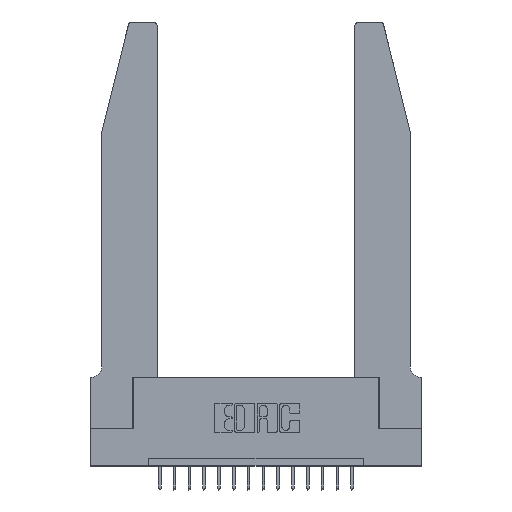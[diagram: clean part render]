
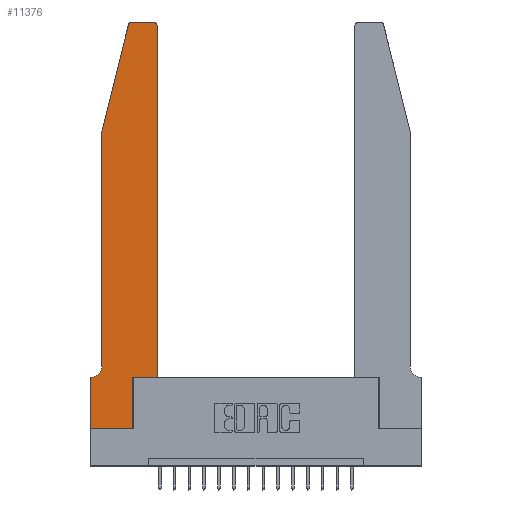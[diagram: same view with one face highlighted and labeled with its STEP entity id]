
A CAD part, top view. The second image highlights one B-rep face of the part: STEP entity #11376.
In plain terms, the highlighted planar face has unit normal (0, 0, 1).
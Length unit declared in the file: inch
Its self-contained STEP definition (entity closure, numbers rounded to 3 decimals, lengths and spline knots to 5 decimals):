
#16 = ORIENTED_EDGE ( 'NONE', *, *, #8860, .T. ) ;
#826 = VECTOR ( 'NONE', #15023, 39.37008 ) ;
#990 = VECTOR ( 'NONE', #16018, 39.37008 ) ;
#1076 = DIRECTION ( 'NONE',  ( 1., 0., 0. ) ) ;
#1222 = CARTESIAN_POINT ( 'NONE',  ( 0.0755, 0.42, 0.37 ) ) ;
#1346 = AXIS2_PLACEMENT_3D ( 'NONE', #16127, #9957, #1076 ) ;
#1630 = LINE ( 'NONE', #5997, #12063 ) ;
#1895 = DIRECTION ( 'NONE',  ( 1., 0., 0. ) ) ;
#2131 = EDGE_CURVE ( 'NONE', #18707, #5879, #12582, .T. ) ;
#2280 = CARTESIAN_POINT ( 'NONE',  ( 0.4505, 0.35, 0.37 ) ) ;
#2432 = VECTOR ( 'NONE', #12371, 39.37008 ) ;
#2962 = EDGE_CURVE ( 'NONE', #5879, #6382, #8898, .T. ) ;
#3195 = CARTESIAN_POINT ( 'NONE',  ( 0.0755, 2., 0.37 ) ) ;
#3273 = CARTESIAN_POINT ( 'NONE',  ( 0., 0.35, 0.37 ) ) ;
#3339 = DIRECTION ( 'NONE',  ( 1., 0., 0. ) ) ;
#3809 = CARTESIAN_POINT ( 'NONE',  ( 0.4205, 2.75, 0.37 ) ) ;
#3815 = ORIENTED_EDGE ( 'NONE', *, *, #6495, .T. ) ;
#3944 = DIRECTION ( 'NONE',  ( 1., 0., 0. ) ) ;
#4482 = VERTEX_POINT ( 'NONE', #3195 ) ;
#4827 = LINE ( 'NONE', #9401, #826 ) ;
#5002 = ORIENTED_EDGE ( 'NONE', *, *, #10372, .T. ) ;
#5629 = DIRECTION ( 'NONE',  ( 0., -1., 0. ) ) ;
#5745 = VERTEX_POINT ( 'NONE', #12851 ) ;
#5879 = VERTEX_POINT ( 'NONE', #7201 ) ;
#5997 = CARTESIAN_POINT ( 'NONE',  ( 0.0755, 2., 0.37 ) ) ;
#6235 = PLANE ( 'NONE',  #6369 ) ;
#6369 = AXIS2_PLACEMENT_3D ( 'NONE', #3273, #9193, #3339 ) ;
#6382 = VERTEX_POINT ( 'NONE', #17623 ) ;
#6495 = EDGE_CURVE ( 'NONE', #16799, #19114, #10630, .T. ) ;
#6684 = CARTESIAN_POINT ( 'NONE',  ( 0.2865, 0.35, 0.37 ) ) ;
#6765 = EDGE_CURVE ( 'NONE', #15185, #16799, #4827, .T. ) ;
#6835 = CARTESIAN_POINT ( 'NONE',  ( 0.0055, 0.42, 0.37 ) ) ;
#6935 = DIRECTION ( 'NONE',  ( 0., 0., 1. ) ) ;
#7072 = CARTESIAN_POINT ( 'NONE',  ( 0.4505, 0.35, 0.37 ) ) ;
#7201 = CARTESIAN_POINT ( 'NONE',  ( 0., 0.35, 0.37 ) ) ;
#7383 = CARTESIAN_POINT ( 'NONE',  ( 0.4505, 0.35, 0.37 ) ) ;
#7917 = ORIENTED_EDGE ( 'NONE', *, *, #11566, .T. ) ;
#8334 = DIRECTION ( 'NONE',  ( -0.239, -0.971, 0. ) ) ;
#8550 = DIRECTION ( 'NONE',  ( -1., 0., 0. ) ) ;
#8860 = EDGE_CURVE ( 'NONE', #5745, #14007, #14426, .T. ) ;
#8898 = LINE ( 'NONE', #14285, #16522 ) ;
#9007 = CARTESIAN_POINT ( 'NONE',  ( 0.4505, 2.72, 0.37 ) ) ;
#9157 = ORIENTED_EDGE ( 'NONE', *, *, #16346, .T. ) ;
#9193 = DIRECTION ( 'NONE',  ( 0., 0., 1. ) ) ;
#9201 = CARTESIAN_POINT ( 'NONE',  ( 0.0055, 0.35, 0.37 ) ) ;
#9270 = DIRECTION ( 'NONE',  ( 1., 0., 0. ) ) ;
#9401 = CARTESIAN_POINT ( 'NONE',  ( 0.2865, 0.35, 0.37 ) ) ;
#9957 = DIRECTION ( 'NONE',  ( 0., 0., 1. ) ) ;
#10037 = LINE ( 'NONE', #18356, #13951 ) ;
#10214 = FACE_OUTER_BOUND ( 'NONE', #15737, .T. ) ;
#10352 = DIRECTION ( 'NONE',  ( 0., -1., 0. ) ) ;
#10372 = EDGE_CURVE ( 'NONE', #4482, #18245, #1630, .T. ) ;
#10630 = LINE ( 'NONE', #7383, #16199 ) ;
#10878 = CARTESIAN_POINT ( 'NONE',  ( 0.2605, 2.75, 0.37 ) ) ;
#11198 = DIRECTION ( 'NONE',  ( 0., 1., 0. ) ) ;
#11376 = ADVANCED_FACE ( 'NONE', ( #10214 ), #6235, .T. ) ;
#11497 = CARTESIAN_POINT ( 'NONE',  ( 0.0755, 0.35, 0.37 ) ) ;
#11566 = EDGE_CURVE ( 'NONE', #19114, #18717, #11834, .T. ) ;
#11834 = LINE ( 'NONE', #7072, #13220 ) ;
#11969 = ORIENTED_EDGE ( 'NONE', *, *, #2131, .T. ) ;
#12063 = VECTOR ( 'NONE', #10352, 39.37008 ) ;
#12371 = DIRECTION ( 'NONE',  ( -1., 0., 0. ) ) ;
#12493 = AXIS2_PLACEMENT_3D ( 'NONE', #6835, #15914, #8550 ) ;
#12582 = LINE ( 'NONE', #11497, #990 ) ;
#12732 = CARTESIAN_POINT ( 'NONE',  ( 0., 0., 0.37 ) ) ;
#12851 = CARTESIAN_POINT ( 'NONE',  ( 0.284, 2.75, 0.37 ) ) ;
#13054 = CARTESIAN_POINT ( 'NONE',  ( 0.284, 2.72, 0.37 ) ) ;
#13070 = ORIENTED_EDGE ( 'NONE', *, *, #2962, .T. ) ;
#13220 = VECTOR ( 'NONE', #11198, 39.37008 ) ;
#13681 = ORIENTED_EDGE ( 'NONE', *, *, #16378, .T. ) ;
#13951 = VECTOR ( 'NONE', #8334, 39.37008 ) ;
#14006 = AXIS2_PLACEMENT_3D ( 'NONE', #13054, #6935, #9270 ) ;
#14007 = VERTEX_POINT ( 'NONE', #14354 ) ;
#14044 = CIRCLE ( 'NONE', #12493, 0.07 ) ;
#14285 = CARTESIAN_POINT ( 'NONE',  ( 0., 0., 0.37 ) ) ;
#14354 = CARTESIAN_POINT ( 'NONE',  ( 0.25487, 2.72718, 0.37 ) ) ;
#14403 = EDGE_CURVE ( 'NONE', #18079, #5745, #15156, .T. ) ;
#14426 = CIRCLE ( 'NONE', #14006, 0.03 ) ;
#14865 = ORIENTED_EDGE ( 'NONE', *, *, #18252, .T. ) ;
#15023 = DIRECTION ( 'NONE',  ( 0., 1., 0. ) ) ;
#15156 = LINE ( 'NONE', #10878, #2432 ) ;
#15185 = VERTEX_POINT ( 'NONE', #17425 ) ;
#15663 = LINE ( 'NONE', #12732, #17287 ) ;
#15737 = EDGE_LOOP ( 'NONE', ( #18556, #16, #17839, #5002, #9157, #11969, #13070, #13681, #16740, #3815, #7917, #14865 ) ) ;
#15914 = DIRECTION ( 'NONE',  ( 0., 0., -1. ) ) ;
#16018 = DIRECTION ( 'NONE',  ( -1., 0., 0. ) ) ;
#16127 = CARTESIAN_POINT ( 'NONE',  ( 0.4205, 2.72, 0.37 ) ) ;
#16199 = VECTOR ( 'NONE', #1895, 39.37008 ) ;
#16344 = CIRCLE ( 'NONE', #1346, 0.03 ) ;
#16346 = EDGE_CURVE ( 'NONE', #18245, #18707, #14044, .T. ) ;
#16378 = EDGE_CURVE ( 'NONE', #6382, #15185, #15663, .T. ) ;
#16522 = VECTOR ( 'NONE', #5629, 39.37008 ) ;
#16740 = ORIENTED_EDGE ( 'NONE', *, *, #6765, .T. ) ;
#16799 = VERTEX_POINT ( 'NONE', #6684 ) ;
#17287 = VECTOR ( 'NONE', #3944, 39.37008 ) ;
#17425 = CARTESIAN_POINT ( 'NONE',  ( 0.2865, 0., 0.37 ) ) ;
#17623 = CARTESIAN_POINT ( 'NONE',  ( 0., 0., 0.37 ) ) ;
#17839 = ORIENTED_EDGE ( 'NONE', *, *, #19022, .T. ) ;
#18079 = VERTEX_POINT ( 'NONE', #3809 ) ;
#18245 = VERTEX_POINT ( 'NONE', #1222 ) ;
#18252 = EDGE_CURVE ( 'NONE', #18717, #18079, #16344, .T. ) ;
#18356 = CARTESIAN_POINT ( 'NONE',  ( 0.0755, 2., 0.37 ) ) ;
#18556 = ORIENTED_EDGE ( 'NONE', *, *, #14403, .T. ) ;
#18707 = VERTEX_POINT ( 'NONE', #9201 ) ;
#18717 = VERTEX_POINT ( 'NONE', #9007 ) ;
#19022 = EDGE_CURVE ( 'NONE', #14007, #4482, #10037, .T. ) ;
#19114 = VERTEX_POINT ( 'NONE', #2280 ) ;
